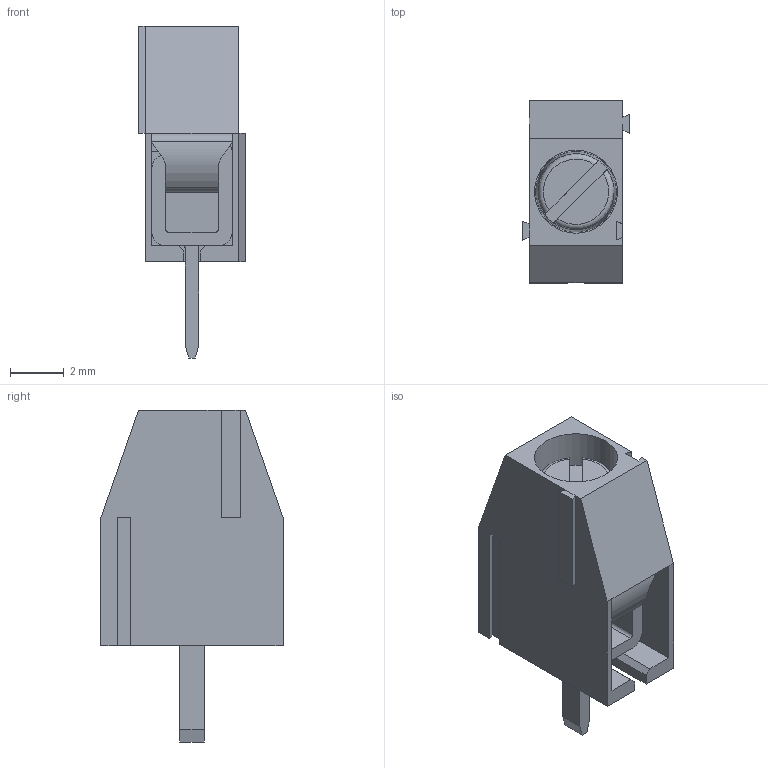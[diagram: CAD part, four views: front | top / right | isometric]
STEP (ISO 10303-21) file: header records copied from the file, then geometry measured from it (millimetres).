
FILE_DESCRIPTION(('FreeCAD Model'),'2;1');
FILE_NAME('Open CASCADE Shape Model','2023-02-18T22:10:19',( 'kicad StepUp'),('ksu MCAD'),'Open CASCADE STEP processor 7.6', 'FreeCAD','Unknown');
FILE_SCHEMA(('AUTOMOTIVE_DESIGN { 1 0 10303 214 1 1 1 1 }'));
Length unit declared in the file: millimetre
Products named in the file (5): PCB_Terminal_Block_1-P3.5; Body; Body001; Body018; M1.6x4-Screw
Assembly tree (4 placements, depth 2):
  PCB_Terminal_Block_1-P3.5
    Body
    Body001
    Body018
    M1.6x4-Screw
Bounding box: 4 x 6.8 x 12.4 mm (x, y, z)
Volume: 143.7 mm3; surface area: 557.4 mm2
Topology: 4 solids, 4 shells, 118 faces, 318 edges, 207 vertices
Faces by surface type: plane 86, cylinder 28, revolution 3, cone 1
Full cylindrical faces by diameter (mm): 1.25 x2, 1.6 x1, 1.8 x1, 2.1 x1, 3.1 x1
Entity records: 3947 total; most frequent: CARTESIAN_POINT 809, ORIENTED_EDGE 638, DIRECTION 615, EDGE_CURVE 318, LINE 238, VECTOR 238, VERTEX_POINT 207, AXIS2_PLACEMENT_3D 187
